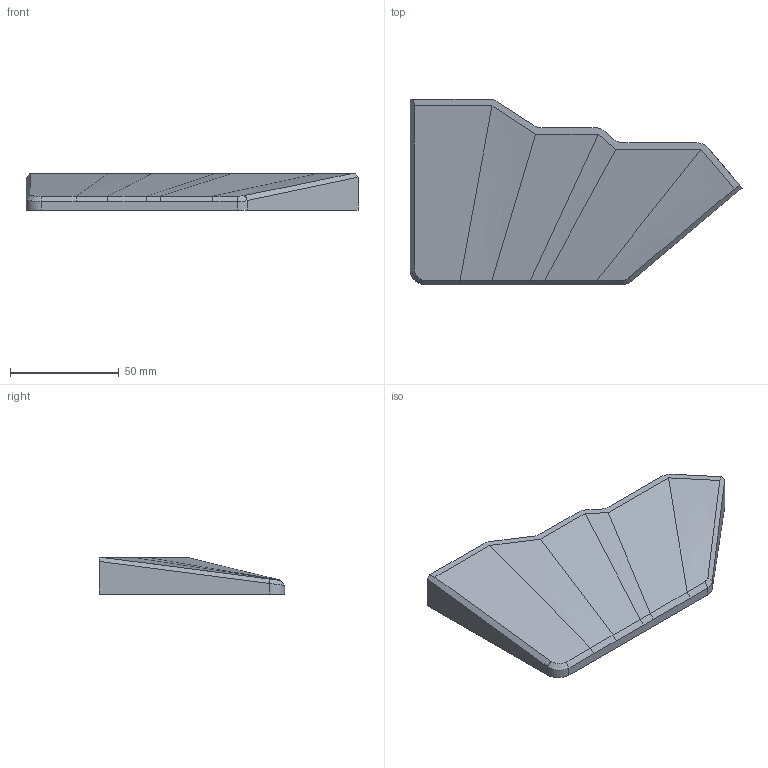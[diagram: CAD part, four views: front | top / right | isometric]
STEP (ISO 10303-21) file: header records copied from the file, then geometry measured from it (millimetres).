
FILE_DESCRIPTION(/* description */ (''),/* implementation_level */ '2;1');
FILE_NAME(/* name */ 'WirstRest.step',/* time_stamp */ '2024-06-18T21:43:47+02:00',/* author */ (''),/* organization */ (''),/* preprocessor_version */ 'ST-DEVELOPER v20',/* originating_system */ 'Autodesk Translation Framework v12.14.0.127',/* authorisation */ '');
FILE_SCHEMA (('AUTOMOTIVE_DESIGN { 1 0 10303 214 3 1 1 }'));
Length unit declared in the file: millimetre
Products named in the file (1): properWirstPad
Bounding box: 152.3 x 84.97 x 16.6 mm (x, y, z)
Volume: 116964.2 mm3; surface area: 25380 mm2
Topology: 1 solids, 3 shells, 49 faces, 113 edges, 73 vertices
Faces by surface type: plane 26, bspline 13, cylinder 10
Full cylindrical faces by diameter (mm): 6.2 x3
Entity records: 1655 total; most frequent: CARTESIAN_POINT 576, ORIENTED_EDGE 226, DIRECTION 183, EDGE_CURVE 113, LINE 73, VECTOR 73, VERTEX_POINT 73, AXIS2_PLACEMENT_3D 55
